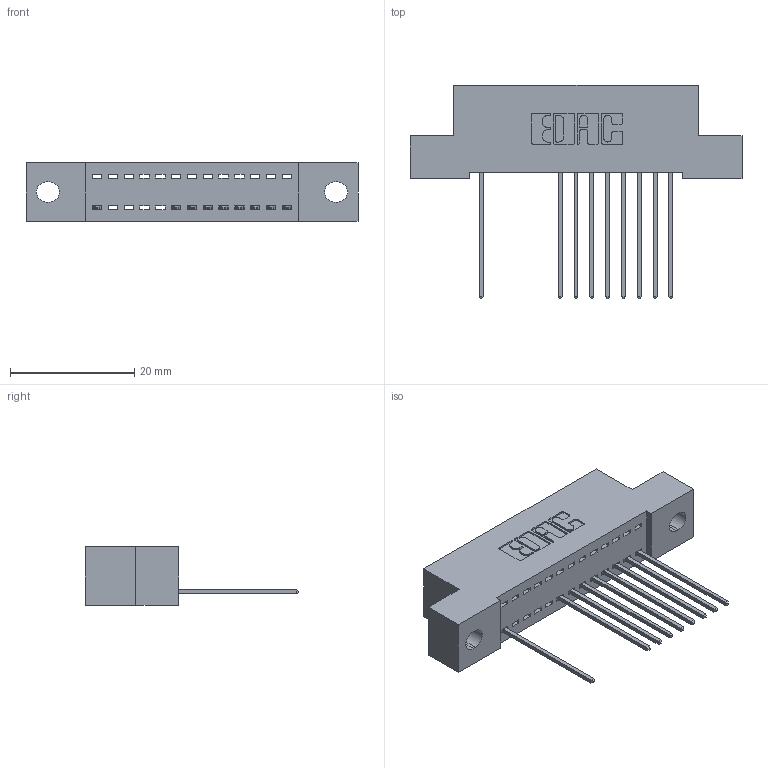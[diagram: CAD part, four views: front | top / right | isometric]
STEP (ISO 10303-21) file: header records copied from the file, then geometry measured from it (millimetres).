
FILE_DESCRIPTION (( 'STEP AP203' ), '1' );
FILE_NAME ('392-013-541-102.STEP', '2018-08-14T23:05:37', ( '' ), ( '' ), 'SwSTEP 2.0', 'SolidWorks 2016', '' );
FILE_SCHEMA (( 'CONFIG_CONTROL_DESIGN' ));
Length unit declared in the file: inch
Products named in the file (3): 342 Part_.128 Slot; 345-292-001_345-293-141; 392-013-541-102
Assembly tree (10 placements, depth 2):
  392-013-541-102
    342 Part_.128 Slot
    345-292-001_345-293-141  x9
Bounding box: 53.34 x 34.3 x 9.4 mm (x, y, z)
Volume: 4501.8 mm3; surface area: 5760.7 mm2
Topology: 10 solids, 10 shells, 684 faces, 2063 edges, 1362 vertices
Faces by surface type: plane 496, cylinder 188
Entity records: 11591 total; most frequent: CARTESIAN_POINT 2029, ORIENTED_EDGE 1982, DIRECTION 1765, EDGE_CURVE 991, LINE 863, VECTOR 863, VERTEX_POINT 658, AXIS2_PLACEMENT_3D 451
